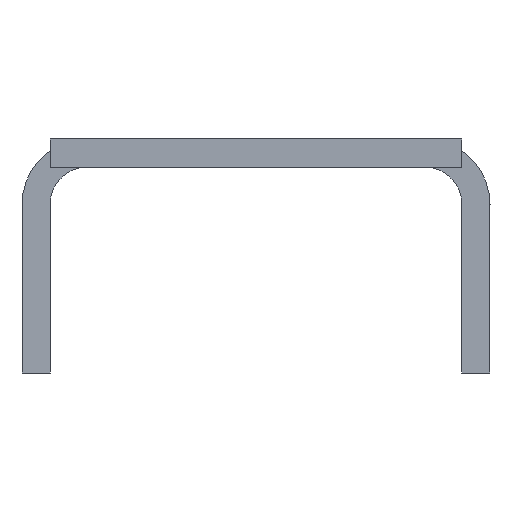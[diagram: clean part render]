
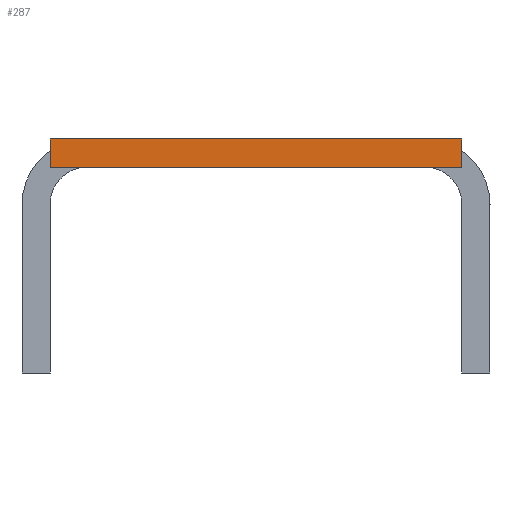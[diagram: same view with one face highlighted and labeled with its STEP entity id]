
A CAD part, left-side view. The second image highlights one B-rep face of the part: STEP entity #287.
In plain terms, the highlighted planar face has unit normal (-1, 0, 0).
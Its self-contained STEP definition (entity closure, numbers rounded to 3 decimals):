
#287=ADVANCED_FACE('',(#389),#351,.T.);
#351=PLANE('',#1556);
#389=FACE_OUTER_BOUND('',#457,.T.);
#457=EDGE_LOOP('',(#635,#636,#637,#638));
#635=ORIENTED_EDGE('',*,*,#1145,.F.);
#636=ORIENTED_EDGE('',*,*,#1147,.F.);
#637=ORIENTED_EDGE('',*,*,#1148,.T.);
#638=ORIENTED_EDGE('',*,*,#1149,.T.);
#1009=VERTEX_POINT('',#2204);
#1010=VERTEX_POINT('',#2206);
#1011=VERTEX_POINT('',#2210);
#1012=VERTEX_POINT('',#2212);
#1145=EDGE_CURVE('',#1009,#1010,#1329,.T.);
#1147=EDGE_CURVE('',#1011,#1009,#1331,.T.);
#1148=EDGE_CURVE('',#1011,#1012,#1332,.T.);
#1149=EDGE_CURVE('',#1012,#1010,#1333,.T.);
#1329=LINE('',#2205,#1449);
#1331=LINE('',#2209,#1451);
#1332=LINE('',#2211,#1452);
#1333=LINE('',#2213,#1453);
#1449=VECTOR('',#1772,1.);
#1451=VECTOR('',#1776,1.);
#1452=VECTOR('',#1777,1.);
#1453=VECTOR('',#1778,1.);
#1556=AXIS2_PLACEMENT_3D('',#2214,#1779,#1780);
#1772=DIRECTION('',(0.,0.,1.));
#1776=DIRECTION('',(0.,1.,0.));
#1777=DIRECTION('',(0.,0.,1.));
#1778=DIRECTION('',(0.,1.,0.));
#1779=DIRECTION('',(-1.,0.,0.));
#1780=DIRECTION('',(0.,1.,0.));
#2204=CARTESIAN_POINT('',(-710.38,-33.091,0.));
#2205=CARTESIAN_POINT('',(-710.38,-33.091,0.));
#2206=CARTESIAN_POINT('',(-710.38,-33.091,1.5));
#2209=CARTESIAN_POINT('',(-710.38,-44.091,0.));
#2210=CARTESIAN_POINT('',(-710.38,-55.091,0.));
#2211=CARTESIAN_POINT('',(-710.38,-55.091,0.));
#2212=CARTESIAN_POINT('',(-710.38,-55.091,1.5));
#2213=CARTESIAN_POINT('',(-710.38,-55.641,1.5));
#2214=CARTESIAN_POINT('',(-710.38,-44.091,0.));
